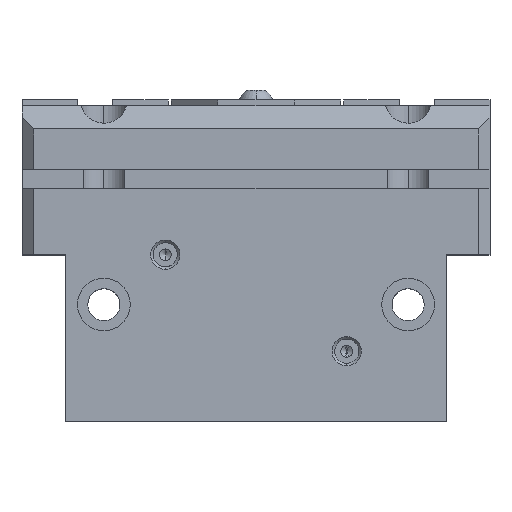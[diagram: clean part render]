
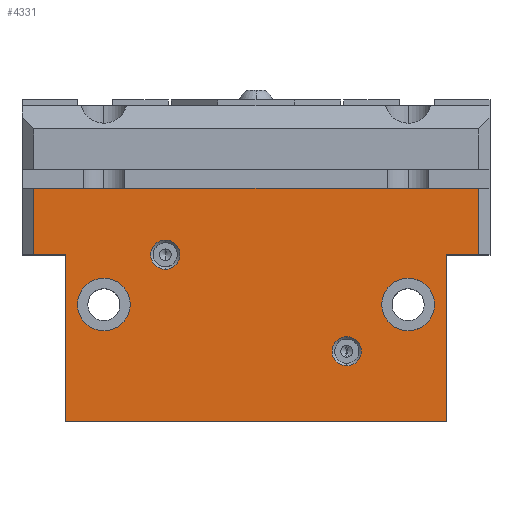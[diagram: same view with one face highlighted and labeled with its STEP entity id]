
A CAD part, top view. The second image highlights one B-rep face of the part: STEP entity #4331.
In plain terms, the highlighted planar face has unit normal (0, 0, 1).
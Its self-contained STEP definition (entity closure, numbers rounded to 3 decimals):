
#1779 = VERTEX_POINT( '', #4998 );
#1781 = EDGE_CURVE( '', #3387, #2437, #5000, .T. );
#2127 = EDGE_CURVE( '', #2321, #2259, #5382, .T. );
#2259 = VERTEX_POINT( '', #5527 );
#2321 = VERTEX_POINT( '', #5594 );
#2437 = VERTEX_POINT( '', #5727 );
#2497 = VERTEX_POINT( '', #5793 );
#2529 = VERTEX_POINT( '', #5832 );
#2737 = EDGE_CURVE( '', #4003, #1779, #6062, .T. );
#2851 = EDGE_CURVE( '', #4277, #3831, #6186, .T. );
#2863 = EDGE_CURVE( '', #3513, #3135, #6198, .T. );
#2909 = EDGE_CURVE( '', #3135, #3513, #6249, .T. );
#3135 = VERTEX_POINT( '', #6497 );
#3337 = EDGE_CURVE( '', #2259, #2321, #6720, .T. );
#3387 = VERTEX_POINT( '', #6776 );
#3399 = EDGE_CURVE( '', #3831, #2437, #6790, .T. );
#3421 = VERTEX_POINT( '', #6814 );
#3501 = EDGE_CURVE( '', #1779, #4597, #6903, .T. );
#3513 = VERTEX_POINT( '', #6918 );
#3831 = VERTEX_POINT( '', #7265 );
#3837 = EDGE_CURVE( '', #4665, #4277, #7271, .T. );
#4003 = VERTEX_POINT( '', #7458 );
#4111 = EDGE_CURVE( '', #2497, #4261, #7580, .T. );
#4227 = EDGE_CURVE( '', #4597, #4665, #7710, .T. );
#4261 = VERTEX_POINT( '', #7748 );
#4277 = VERTEX_POINT( '', #7766 );
#4329 = EDGE_CURVE( '', #2529, #3421, #7823, .T. );
#4331 = ADVANCED_FACE( '', ( #7825, #7826, #7827, #7828, #7829 ), #7830, .T. );
#4335 = EDGE_CURVE( '', #3387, #4003, #7834, .T. );
#4385 = EDGE_CURVE( '', #4261, #2497, #7889, .T. );
#4529 = EDGE_CURVE( '', #3421, #2529, #8044, .T. );
#4597 = VERTEX_POINT( '', #8119 );
#4665 = VERTEX_POINT( '', #8195 );
#4998 = CARTESIAN_POINT( '', ( 38., 28.5, 21. ) );
#5000 = LINE( '', #8621, #8622 );
#5382 = CIRCLE( '', #9336, 2.5 );
#5527 = CARTESIAN_POINT( '', ( -15.5, 26., 21. ) );
#5594 = CARTESIAN_POINT( '', ( -15.5, 31., 21. ) );
#5727 = CARTESIAN_POINT( '', ( -32.5, 0., 21. ) );
#5793 = CARTESIAN_POINT( '', ( 15.5, 9.5, 21. ) );
#5832 = CARTESIAN_POINT( '', ( 26., 24.5, 21. ) );
#6062 = LINE( '', #10395, #10396 );
#6186 = LINE( '', #10585, #10586 );
#6198 = CIRCLE( '', #10607, 4.5 );
#6249 = CIRCLE( '', #10696, 4.5 );
#6497 = CARTESIAN_POINT( '', ( -26., 15.5, 21. ) );
#6720 = CIRCLE( '', #11387, 2.5 );
#6776 = CARTESIAN_POINT( '', ( 32.5, 0., 21. ) );
#6790 = LINE( '', #11483, #11484 );
#6814 = CARTESIAN_POINT( '', ( 26., 15.5, 21. ) );
#6903 = LINE( '', #11639, #11640 );
#6918 = CARTESIAN_POINT( '', ( -26., 24.5, 21. ) );
#7265 = CARTESIAN_POINT( '', ( -32.5, 28.5, 21. ) );
#7271 = LINE( '', #12172, #12173 );
#7458 = CARTESIAN_POINT( '', ( 32.5, 28.5, 21. ) );
#7580 = CIRCLE( '', #12670, 2.5 );
#7710 = LINE( '', #12869, #12870 );
#7748 = CARTESIAN_POINT( '', ( 15.5, 14.5, 21. ) );
#7766 = CARTESIAN_POINT( '', ( -38., 28.5, 21. ) );
#7823 = CIRCLE( '', #13030, 4.5 );
#7825 = FACE_OUTER_BOUND( '', #13032, .T. );
#7826 = FACE_BOUND( '', #13033, .T. );
#7827 = FACE_BOUND( '', #13034, .T. );
#7828 = FACE_BOUND( '', #13035, .T. );
#7829 = FACE_BOUND( '', #13036, .T. );
#7830 = PLANE( '', #13037 );
#7834 = LINE( '', #13042, #13043 );
#7889 = CIRCLE( '', #13143, 2.5 );
#8044 = CIRCLE( '', #13410, 4.5 );
#8119 = CARTESIAN_POINT( '', ( 38., 39.9, 21. ) );
#8195 = CARTESIAN_POINT( '', ( -38., 39.9, 21. ) );
#8621 = CARTESIAN_POINT( '', ( 40., 0., 21. ) );
#8622 = VECTOR( '', #14195, 1. );
#9336 = AXIS2_PLACEMENT_3D( '', #14585, #14586, #14587 );
#10395 = CARTESIAN_POINT( '', ( 41.25, 28.5, 21. ) );
#10396 = VECTOR( '', #15358, 1. );
#10585 = CARTESIAN_POINT( '', ( 3.75, 28.5, 21. ) );
#10586 = VECTOR( '', #15491, 1. );
#10607 = AXIS2_PLACEMENT_3D( '', #15496, #15497, #15498 );
#10696 = AXIS2_PLACEMENT_3D( '', #15567, #15568, #15569 );
#11387 = AXIS2_PLACEMENT_3D( '', #16099, #16100, #16101 );
#11483 = CARTESIAN_POINT( '', ( -32.5, 25., 21. ) );
#11484 = VECTOR( '', #16203, 1. );
#11639 = CARTESIAN_POINT( '', ( 38., 25., 21. ) );
#11640 = VECTOR( '', #16349, 1. );
#12172 = CARTESIAN_POINT( '', ( -38., 25., 21. ) );
#12173 = VECTOR( '', #16739, 1. );
#12670 = AXIS2_PLACEMENT_3D( '', #17107, #17108, #17109 );
#12869 = CARTESIAN_POINT( '', ( 40., 39.9, 21. ) );
#12870 = VECTOR( '', #17255, 1. );
#13030 = AXIS2_PLACEMENT_3D( '', #17367, #17368, #17369 );
#13032 = EDGE_LOOP( '', ( #17371, #17372, #17373, #17374, #17375, #17376, #17377, #17378 ) );
#13033 = EDGE_LOOP( '', ( #17379, #17380 ) );
#13034 = EDGE_LOOP( '', ( #17381, #17382 ) );
#13035 = EDGE_LOOP( '', ( #17383, #17384 ) );
#13036 = EDGE_LOOP( '', ( #17385, #17386 ) );
#13037 = AXIS2_PLACEMENT_3D( '', #17387, #17388, #17389 );
#13042 = CARTESIAN_POINT( '', ( 32.5, 39.25, 21. ) );
#13043 = VECTOR( '', #17390, 1. );
#13143 = AXIS2_PLACEMENT_3D( '', #17457, #17458, #17459 );
#13410 = AXIS2_PLACEMENT_3D( '', #17610, #17611, #17612 );
#14195 = DIRECTION( '', ( -1., 0., 0. ) );
#14585 = CARTESIAN_POINT( '', ( -15.5, 28.5, 21. ) );
#14586 = DIRECTION( '', ( 0., 0., -1. ) );
#14587 = DIRECTION( '', ( 0., 1., 0. ) );
#15358 = DIRECTION( '', ( 1., 0., 0. ) );
#15491 = DIRECTION( '', ( 1., 0., 0. ) );
#15496 = CARTESIAN_POINT( '', ( -26., 20., 21. ) );
#15497 = DIRECTION( '', ( 0., 0., -1. ) );
#15498 = DIRECTION( '', ( 0., 1., 0. ) );
#15567 = CARTESIAN_POINT( '', ( -26., 20., 21. ) );
#15568 = DIRECTION( '', ( 0., 0., -1. ) );
#15569 = DIRECTION( '', ( 0., 1., 0. ) );
#16099 = CARTESIAN_POINT( '', ( -15.5, 28.5, 21. ) );
#16100 = DIRECTION( '', ( 0., 0., -1. ) );
#16101 = DIRECTION( '', ( 0., 1., 0. ) );
#16203 = DIRECTION( '', ( 0., -1., 0. ) );
#16349 = DIRECTION( '', ( 0., 1., 0. ) );
#16739 = DIRECTION( '', ( 0., -1., 0. ) );
#17107 = CARTESIAN_POINT( '', ( 15.5, 12., 21. ) );
#17108 = DIRECTION( '', ( 0., 0., -1. ) );
#17109 = DIRECTION( '', ( 0., 1., 0. ) );
#17255 = DIRECTION( '', ( -1., 0., 0. ) );
#17367 = CARTESIAN_POINT( '', ( 26., 20., 21. ) );
#17368 = DIRECTION( '', ( 0., 0., -1. ) );
#17369 = DIRECTION( '', ( 0., 1., 0. ) );
#17371 = ORIENTED_EDGE( '', *, *, #4227, .T. );
#17372 = ORIENTED_EDGE( '', *, *, #3837, .T. );
#17373 = ORIENTED_EDGE( '', *, *, #2851, .T. );
#17374 = ORIENTED_EDGE( '', *, *, #3399, .T. );
#17375 = ORIENTED_EDGE( '', *, *, #1781, .F. );
#17376 = ORIENTED_EDGE( '', *, *, #4335, .T. );
#17377 = ORIENTED_EDGE( '', *, *, #2737, .T. );
#17378 = ORIENTED_EDGE( '', *, *, #3501, .T. );
#17379 = ORIENTED_EDGE( '', *, *, #4385, .T. );
#17380 = ORIENTED_EDGE( '', *, *, #4111, .T. );
#17381 = ORIENTED_EDGE( '', *, *, #2127, .T. );
#17382 = ORIENTED_EDGE( '', *, *, #3337, .T. );
#17383 = ORIENTED_EDGE( '', *, *, #2863, .T. );
#17384 = ORIENTED_EDGE( '', *, *, #2909, .T. );
#17385 = ORIENTED_EDGE( '', *, *, #4329, .T. );
#17386 = ORIENTED_EDGE( '', *, *, #4529, .T. );
#17387 = CARTESIAN_POINT( '', ( 40., 50., 21. ) );
#17388 = DIRECTION( '', ( 0., 0., 1. ) );
#17389 = DIRECTION( '', ( 0., 1., 0. ) );
#17390 = DIRECTION( '', ( 0., 1., 0. ) );
#17457 = CARTESIAN_POINT( '', ( 15.5, 12., 21. ) );
#17458 = DIRECTION( '', ( 0., 0., -1. ) );
#17459 = DIRECTION( '', ( 0., 1., 0. ) );
#17610 = CARTESIAN_POINT( '', ( 26., 20., 21. ) );
#17611 = DIRECTION( '', ( 0., 0., -1. ) );
#17612 = DIRECTION( '', ( 0., 1., 0. ) );
